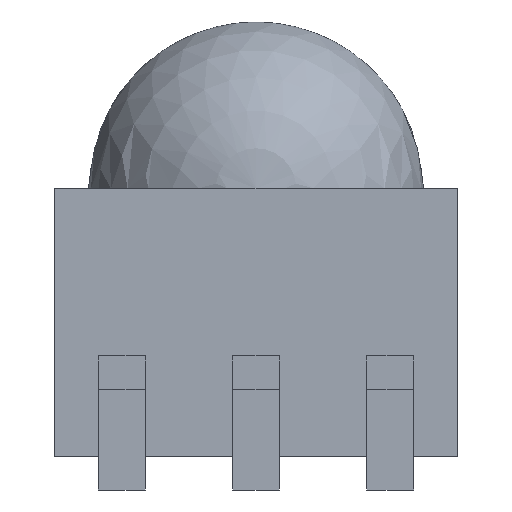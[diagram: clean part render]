
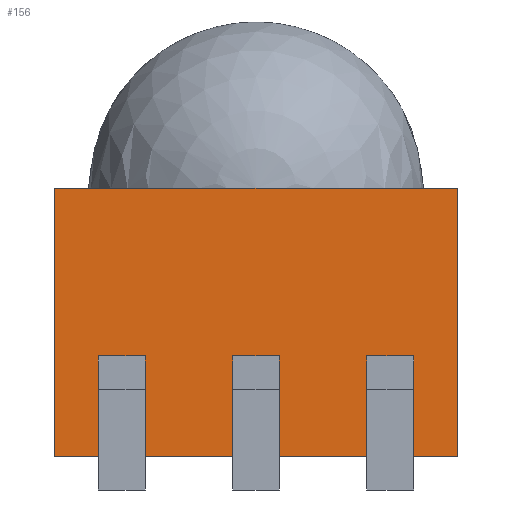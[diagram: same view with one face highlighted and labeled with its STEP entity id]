
A CAD part, front view. The second image highlights one B-rep face of the part: STEP entity #156.
In plain terms, the highlighted planar face has unit normal (0, -1, 0).
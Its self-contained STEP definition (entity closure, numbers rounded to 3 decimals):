
#22 = VERTEX_POINT('',#23);
#23 = CARTESIAN_POINT('',(5.55,1.7,0.));
#31 = EDGE_CURVE('',#22,#32,#34,.T.);
#32 = VERTEX_POINT('',#33);
#33 = CARTESIAN_POINT('',(5.55,1.7,4.));
#34 = LINE('',#35,#36);
#35 = CARTESIAN_POINT('',(5.55,1.7,0.));
#36 = VECTOR('',#37,1.);
#37 = DIRECTION('',(0.,0.,1.));
#61 = EDGE_CURVE('',#22,#62,#64,.T.);
#62 = VERTEX_POINT('',#63);
#63 = CARTESIAN_POINT('',(-0.45,1.7,0.));
#64 = LINE('',#65,#66);
#65 = CARTESIAN_POINT('',(5.55,1.7,0.));
#66 = VECTOR('',#67,1.);
#67 = DIRECTION('',(-1.,0.,0.));
#116 = EDGE_CURVE('',#32,#117,#119,.T.);
#117 = VERTEX_POINT('',#118);
#118 = CARTESIAN_POINT('',(-0.45,1.7,4.));
#119 = LINE('',#120,#121);
#120 = CARTESIAN_POINT('',(5.55,1.7,4.));
#121 = VECTOR('',#122,1.);
#122 = DIRECTION('',(-1.,0.,0.));
#156 = ADVANCED_FACE('',(#157,#168,#202,#236),#270,.F.);
#157 = FACE_BOUND('',#158,.F.);
#158 = EDGE_LOOP('',(#159,#160,#161,#167));
#159 = ORIENTED_EDGE('',*,*,#31,.F.);
#160 = ORIENTED_EDGE('',*,*,#61,.T.);
#161 = ORIENTED_EDGE('',*,*,#162,.T.);
#162 = EDGE_CURVE('',#62,#117,#163,.T.);
#163 = LINE('',#164,#165);
#164 = CARTESIAN_POINT('',(-0.45,1.7,0.));
#165 = VECTOR('',#166,1.);
#166 = DIRECTION('',(0.,0.,1.));
#167 = ORIENTED_EDGE('',*,*,#116,.F.);
#168 = FACE_BOUND('',#169,.F.);
#169 = EDGE_LOOP('',(#170,#180,#188,#196));
#170 = ORIENTED_EDGE('',*,*,#171,.T.);
#171 = EDGE_CURVE('',#172,#174,#176,.T.);
#172 = VERTEX_POINT('',#173);
#173 = CARTESIAN_POINT('',(4.9,1.7,1.));
#174 = VERTEX_POINT('',#175);
#175 = CARTESIAN_POINT('',(4.9,1.7,1.5));
#176 = LINE('',#177,#178);
#177 = CARTESIAN_POINT('',(4.9,1.7,1.));
#178 = VECTOR('',#179,1.);
#179 = DIRECTION('',(0.,0.,1.));
#180 = ORIENTED_EDGE('',*,*,#181,.T.);
#181 = EDGE_CURVE('',#174,#182,#184,.T.);
#182 = VERTEX_POINT('',#183);
#183 = CARTESIAN_POINT('',(4.2,1.7,1.5));
#184 = LINE('',#185,#186);
#185 = CARTESIAN_POINT('',(4.9,1.7,1.5));
#186 = VECTOR('',#187,1.);
#187 = DIRECTION('',(-1.,0.,0.));
#188 = ORIENTED_EDGE('',*,*,#189,.F.);
#189 = EDGE_CURVE('',#190,#182,#192,.T.);
#190 = VERTEX_POINT('',#191);
#191 = CARTESIAN_POINT('',(4.2,1.7,1.));
#192 = LINE('',#193,#194);
#193 = CARTESIAN_POINT('',(4.2,1.7,1.));
#194 = VECTOR('',#195,1.);
#195 = DIRECTION('',(0.,0.,1.));
#196 = ORIENTED_EDGE('',*,*,#197,.F.);
#197 = EDGE_CURVE('',#172,#190,#198,.T.);
#198 = LINE('',#199,#200);
#199 = CARTESIAN_POINT('',(4.9,1.7,1.));
#200 = VECTOR('',#201,1.);
#201 = DIRECTION('',(-1.,0.,0.));
#202 = FACE_BOUND('',#203,.F.);
#203 = EDGE_LOOP('',(#204,#214,#222,#230));
#204 = ORIENTED_EDGE('',*,*,#205,.T.);
#205 = EDGE_CURVE('',#206,#208,#210,.T.);
#206 = VERTEX_POINT('',#207);
#207 = CARTESIAN_POINT('',(2.9,1.7,1.));
#208 = VERTEX_POINT('',#209);
#209 = CARTESIAN_POINT('',(2.9,1.7,1.5));
#210 = LINE('',#211,#212);
#211 = CARTESIAN_POINT('',(2.9,1.7,1.));
#212 = VECTOR('',#213,1.);
#213 = DIRECTION('',(0.,0.,1.));
#214 = ORIENTED_EDGE('',*,*,#215,.T.);
#215 = EDGE_CURVE('',#208,#216,#218,.T.);
#216 = VERTEX_POINT('',#217);
#217 = CARTESIAN_POINT('',(2.2,1.7,1.5));
#218 = LINE('',#219,#220);
#219 = CARTESIAN_POINT('',(2.9,1.7,1.5));
#220 = VECTOR('',#221,1.);
#221 = DIRECTION('',(-1.,0.,0.));
#222 = ORIENTED_EDGE('',*,*,#223,.F.);
#223 = EDGE_CURVE('',#224,#216,#226,.T.);
#224 = VERTEX_POINT('',#225);
#225 = CARTESIAN_POINT('',(2.2,1.7,1.));
#226 = LINE('',#227,#228);
#227 = CARTESIAN_POINT('',(2.2,1.7,1.));
#228 = VECTOR('',#229,1.);
#229 = DIRECTION('',(0.,0.,1.));
#230 = ORIENTED_EDGE('',*,*,#231,.F.);
#231 = EDGE_CURVE('',#206,#224,#232,.T.);
#232 = LINE('',#233,#234);
#233 = CARTESIAN_POINT('',(2.9,1.7,1.));
#234 = VECTOR('',#235,1.);
#235 = DIRECTION('',(-1.,0.,0.));
#236 = FACE_BOUND('',#237,.F.);
#237 = EDGE_LOOP('',(#238,#248,#256,#264));
#238 = ORIENTED_EDGE('',*,*,#239,.T.);
#239 = EDGE_CURVE('',#240,#242,#244,.T.);
#240 = VERTEX_POINT('',#241);
#241 = CARTESIAN_POINT('',(0.9,1.7,1.));
#242 = VERTEX_POINT('',#243);
#243 = CARTESIAN_POINT('',(0.9,1.7,1.5));
#244 = LINE('',#245,#246);
#245 = CARTESIAN_POINT('',(0.9,1.7,1.));
#246 = VECTOR('',#247,1.);
#247 = DIRECTION('',(0.,0.,1.));
#248 = ORIENTED_EDGE('',*,*,#249,.T.);
#249 = EDGE_CURVE('',#242,#250,#252,.T.);
#250 = VERTEX_POINT('',#251);
#251 = CARTESIAN_POINT('',(0.2,1.7,1.5));
#252 = LINE('',#253,#254);
#253 = CARTESIAN_POINT('',(0.9,1.7,1.5));
#254 = VECTOR('',#255,1.);
#255 = DIRECTION('',(-1.,0.,0.));
#256 = ORIENTED_EDGE('',*,*,#257,.F.);
#257 = EDGE_CURVE('',#258,#250,#260,.T.);
#258 = VERTEX_POINT('',#259);
#259 = CARTESIAN_POINT('',(0.2,1.7,1.));
#260 = LINE('',#261,#262);
#261 = CARTESIAN_POINT('',(0.2,1.7,1.));
#262 = VECTOR('',#263,1.);
#263 = DIRECTION('',(0.,0.,1.));
#264 = ORIENTED_EDGE('',*,*,#265,.F.);
#265 = EDGE_CURVE('',#240,#258,#266,.T.);
#266 = LINE('',#267,#268);
#267 = CARTESIAN_POINT('',(0.9,1.7,1.));
#268 = VECTOR('',#269,1.);
#269 = DIRECTION('',(-1.,0.,0.));
#270 = PLANE('',#271);
#271 = AXIS2_PLACEMENT_3D('',#272,#273,#274);
#272 = CARTESIAN_POINT('',(5.55,1.7,0.));
#273 = DIRECTION('',(0.,1.,0.));
#274 = DIRECTION('',(-1.,0.,0.));
